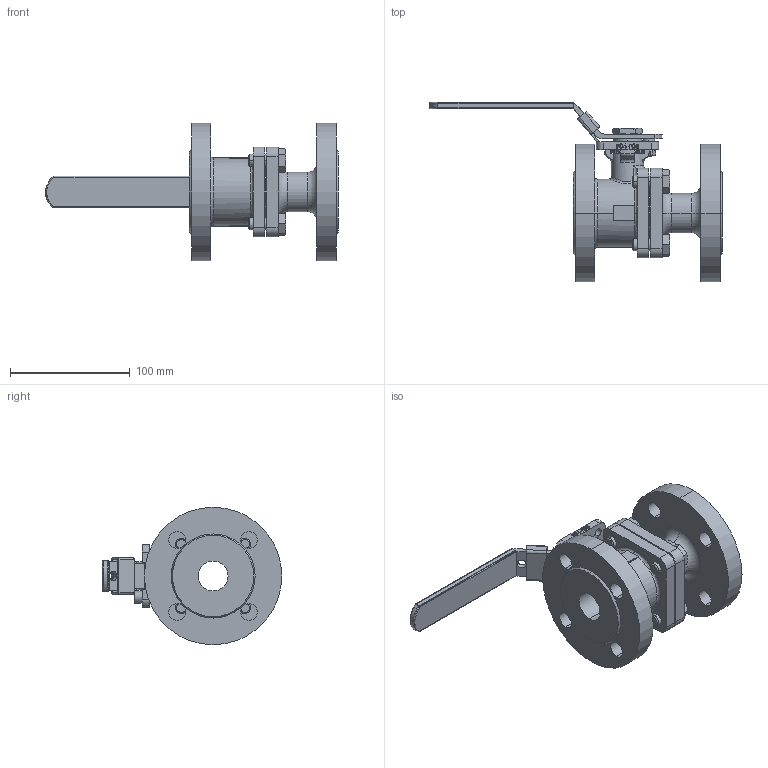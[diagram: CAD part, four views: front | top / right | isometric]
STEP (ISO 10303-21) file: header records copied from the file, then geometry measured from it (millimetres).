
FILE_DESCRIPTION (( 'STEP AP203' ), '1' );
FILE_NAME ('L62025²Õ¦X¥ó.STEP', '2016-11-08T07:20:39', ( '' ), ( '' ), 'SwSTEP 2.0', 'SolidWorks 2012', '' );
FILE_SCHEMA (( 'CONFIG_CONTROL_DESIGN' ));
Products named in the file (20): HE80; TW06; SX30; GI04; SX07; PS02; MP36; SM149; SP10; HN32; ST55; BL62025; BP152; AL62025; BL37; L62025組合件; OR04; SN02; SS03; PV30
Assembly tree (25 placements, depth 2):
  L62025組合件
    BL37
    AL62025
    BP152
    BL62025
    ST55  x2
    HN32  x4
    SP10
    SM149
    MP36
    PS02
    SX07  x2
    GI04  x2
    SX30
    TW06
    HE80
    PV30
    SS03
    SN02
    OR04
Bounding box: 245.17 x 150.34 x 115 mm (x, y, z)
Volume: 546542.8 mm3; surface area: 170689.3 mm2
Topology: 27 solids, 27 shells, 925 faces, 2242 edges, 1403 vertices
Faces by surface type: plane 362, cylinder 276, bspline 129, cone 108, torus 36, sphere 14
Entity records: 35552 total; most frequent: CARTESIAN_POINT 14432, ORIENTED_EDGE 4060, DIRECTION 3637, EDGE_CURVE 2030, AXIS2_PLACEMENT_3D 1309, VERTEX_POINT 1279, VECTOR 1019, LINE 1019
